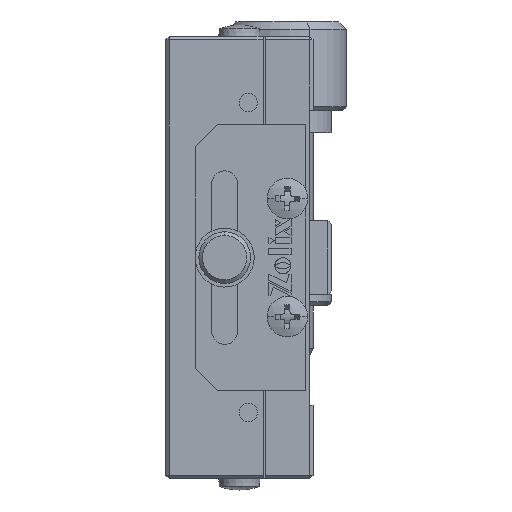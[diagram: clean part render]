
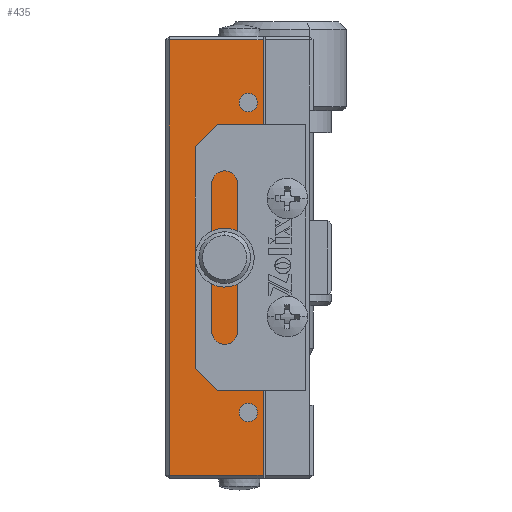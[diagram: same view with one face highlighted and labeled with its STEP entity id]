
A CAD part, left-side view. The second image highlights one B-rep face of the part: STEP entity #435.
In plain terms, the highlighted planar face has unit normal (-1, 0, 0).
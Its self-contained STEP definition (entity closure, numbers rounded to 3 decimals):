
#221 = EDGE_LOOP ( 'NONE', ( #8991, #7246 ) ) ;
#268 = EDGE_CURVE ( 'NONE', #21877, #15912, #12798, .T. ) ;
#323 = EDGE_CURVE ( 'NONE', #4860, #4910, #13985, .T. ) ;
#435 = ADVANCED_FACE ( 'NONE', ( #7157, #10412, #7756, #3928, #19600, #12206 ), #2350, .T. ) ;
#847 = CARTESIAN_POINT ( 'NONE',  ( -27.876, -7.3, 91.05 ) ) ;
#993 = CARTESIAN_POINT ( 'NONE',  ( -27.876, -7.3, 92.3 ) ) ;
#1046 = ORIENTED_EDGE ( 'NONE', *, *, #23911, .F. ) ;
#1606 = EDGE_CURVE ( 'NONE', #15039, #2210, #7977, .T. ) ;
#1770 = CIRCLE ( 'NONE', #21896, 1.25 ) ;
#1901 = ORIENTED_EDGE ( 'NONE', *, *, #7993, .F. ) ;
#2210 = VERTEX_POINT ( 'NONE', #24284 ) ;
#2350 = PLANE ( 'NONE',  #11044 ) ;
#2425 = CARTESIAN_POINT ( 'NONE',  ( -27.876, -9.3, 41.3 ) ) ;
#2680 = EDGE_LOOP ( 'NONE', ( #3130, #17677 ) ) ;
#2881 = CARTESIAN_POINT ( 'NONE',  ( -27.876, -4.1, 71.3 ) ) ;
#3130 = ORIENTED_EDGE ( 'NONE', *, *, #7557, .F. ) ;
#3347 = CARTESIAN_POINT ( 'NONE',  ( -27.876, -7.3, 61.55 ) ) ;
#3376 = CARTESIAN_POINT ( 'NONE',  ( -27.876, -7.3, 59.05 ) ) ;
#3853 = DIRECTION ( 'NONE',  ( -1., 0., 0. ) ) ;
#3860 = ORIENTED_EDGE ( 'NONE', *, *, #10055, .T. ) ;
#3928 = FACE_BOUND ( 'NONE', #2680, .T. ) ;
#3942 = DIRECTION ( 'NONE',  ( 0., 0., 1. ) ) ;
#4085 = CARTESIAN_POINT ( 'NONE',  ( -27.876, -9.3, 100.8 ) ) ;
#4267 = EDGE_CURVE ( 'NONE', #4910, #4860, #21463, .T. ) ;
#4568 = DIRECTION ( 'NONE',  ( 0., 0., 1. ) ) ;
#4597 = AXIS2_PLACEMENT_3D ( 'NONE', #8586, #21610, #19564 ) ;
#4638 = EDGE_CURVE ( 'NONE', #18188, #21877, #6084, .T. ) ;
#4670 = CARTESIAN_POINT ( 'NONE',  ( -27.876, -4.1, 70.05 ) ) ;
#4728 = DIRECTION ( 'NONE',  ( -1., 0., 0. ) ) ;
#4838 = VERTEX_POINT ( 'NONE', #8391 ) ;
#4860 = VERTEX_POINT ( 'NONE', #17956 ) ;
#4910 = VERTEX_POINT ( 'NONE', #4670 ) ;
#5075 = DIRECTION ( 'NONE',  ( 0., -1., 0. ) ) ;
#5769 = CARTESIAN_POINT ( 'NONE',  ( -27.876, -9.3, 41.3 ) ) ;
#5814 = EDGE_LOOP ( 'NONE', ( #16668, #7278, #23567, #3860 ) ) ;
#6084 = LINE ( 'NONE', #5769, #9347 ) ;
#6618 = CARTESIAN_POINT ( 'NONE',  ( -27.876, -7.3, 60.3 ) ) ;
#6784 = CARTESIAN_POINT ( 'NONE',  ( -27.876, -7.3, 83.55 ) ) ;
#7157 = FACE_OUTER_BOUND ( 'NONE', #5814, .T. ) ;
#7184 = CARTESIAN_POINT ( 'NONE',  ( -27.876, -7.3, 51.55 ) ) ;
#7246 = ORIENTED_EDGE ( 'NONE', *, *, #4267, .F. ) ;
#7272 = VERTEX_POINT ( 'NONE', #14850 ) ;
#7278 = ORIENTED_EDGE ( 'NONE', *, *, #268, .T. ) ;
#7293 = DIRECTION ( 'NONE',  ( -1., 0., 0. ) ) ;
#7557 = EDGE_CURVE ( 'NONE', #21330, #4838, #20411, .T. ) ;
#7756 = FACE_BOUND ( 'NONE', #15336, .T. ) ;
#7967 = CARTESIAN_POINT ( 'NONE',  ( -27.876, -7.3, 50.3 ) ) ;
#7977 = CIRCLE ( 'NONE', #4597, 1.25 ) ;
#7993 = EDGE_CURVE ( 'NONE', #9285, #13093, #10647, .T. ) ;
#8243 = CARTESIAN_POINT ( 'NONE',  ( -27.876, -7.3, 93.55 ) ) ;
#8391 = CARTESIAN_POINT ( 'NONE',  ( -27.876, -7.3, 49.05 ) ) ;
#8471 = VECTOR ( 'NONE', #17332, 1000. ) ;
#8543 = DIRECTION ( 'NONE',  ( -1., 0., 0. ) ) ;
#8586 = CARTESIAN_POINT ( 'NONE',  ( -27.876, -7.3, 82.3 ) ) ;
#8700 = DIRECTION ( 'NONE',  ( 0., 0., 1. ) ) ;
#8991 = ORIENTED_EDGE ( 'NONE', *, *, #323, .F. ) ;
#9149 = CIRCLE ( 'NONE', #21941, 1.25 ) ;
#9253 = AXIS2_PLACEMENT_3D ( 'NONE', #2881, #19500, #23417 ) ;
#9285 = VERTEX_POINT ( 'NONE', #3347 ) ;
#9347 = VECTOR ( 'NONE', #3942, 1000. ) ;
#9613 = EDGE_CURVE ( 'NONE', #2210, #15039, #9149, .T. ) ;
#9790 = DIRECTION ( 'NONE',  ( -1., 0., 0. ) ) ;
#9874 = ORIENTED_EDGE ( 'NONE', *, *, #14554, .F. ) ;
#10055 = EDGE_CURVE ( 'NONE', #7272, #18188, #15003, .T. ) ;
#10115 = CIRCLE ( 'NONE', #13738, 1.25 ) ;
#10321 = DIRECTION ( 'NONE',  ( 0., 0., 1. ) ) ;
#10399 = DIRECTION ( 'NONE',  ( -1., 0., 0. ) ) ;
#10412 = FACE_BOUND ( 'NONE', #221, .T. ) ;
#10647 = CIRCLE ( 'NONE', #11809, 1.25 ) ;
#10729 = EDGE_LOOP ( 'NONE', ( #17851, #14008 ) ) ;
#10774 = DIRECTION ( 'NONE',  ( 0., 0., 1. ) ) ;
#10816 = ORIENTED_EDGE ( 'NONE', *, *, #15627, .F. ) ;
#11044 = AXIS2_PLACEMENT_3D ( 'NONE', #2425, #9790, #13524 ) ;
#11103 = DIRECTION ( 'NONE',  ( 0., 0., 1. ) ) ;
#11809 = AXIS2_PLACEMENT_3D ( 'NONE', #6618, #8543, #19940 ) ;
#12206 = FACE_BOUND ( 'NONE', #10729, .T. ) ;
#12798 = LINE ( 'NONE', #23956, #23970 ) ;
#12924 = VECTOR ( 'NONE', #5075, 1000. ) ;
#13089 = CARTESIAN_POINT ( 'NONE',  ( -27.876, -7.3, 92.3 ) ) ;
#13093 = VERTEX_POINT ( 'NONE', #3376 ) ;
#13524 = DIRECTION ( 'NONE',  ( 0., 0., 1. ) ) ;
#13738 = AXIS2_PLACEMENT_3D ( 'NONE', #993, #10399, #10321 ) ;
#13906 = AXIS2_PLACEMENT_3D ( 'NONE', #16966, #15186, #17055 ) ;
#13985 = CIRCLE ( 'NONE', #13906, 1.25 ) ;
#14008 = ORIENTED_EDGE ( 'NONE', *, *, #9613, .F. ) ;
#14100 = CARTESIAN_POINT ( 'NONE',  ( -27.876, -7.3, 50.3 ) ) ;
#14338 = CARTESIAN_POINT ( 'NONE',  ( -27.876, -7.3, 82.3 ) ) ;
#14554 = EDGE_CURVE ( 'NONE', #13093, #9285, #16240, .T. ) ;
#14850 = CARTESIAN_POINT ( 'NONE',  ( -27.876, 3.4, 41.8 ) ) ;
#15003 = LINE ( 'NONE', #16637, #12924 ) ;
#15039 = VERTEX_POINT ( 'NONE', #6784 ) ;
#15186 = DIRECTION ( 'NONE',  ( -1., 0., 0. ) ) ;
#15291 = LINE ( 'NONE', #15390, #8471 ) ;
#15336 = EDGE_LOOP ( 'NONE', ( #1901, #9874 ) ) ;
#15390 = CARTESIAN_POINT ( 'NONE',  ( -27.876, 3.4, 41.3 ) ) ;
#15627 = EDGE_CURVE ( 'NONE', #16462, #21696, #22657, .T. ) ;
#15903 = DIRECTION ( 'NONE',  ( -1., 0., 0. ) ) ;
#15912 = VERTEX_POINT ( 'NONE', #16120 ) ;
#16120 = CARTESIAN_POINT ( 'NONE',  ( -27.876, 3.4, 100.8 ) ) ;
#16234 = AXIS2_PLACEMENT_3D ( 'NONE', #13089, #7293, #11103 ) ;
#16240 = CIRCLE ( 'NONE', #19840, 1.25 ) ;
#16462 = VERTEX_POINT ( 'NONE', #8243 ) ;
#16637 = CARTESIAN_POINT ( 'NONE',  ( -27.876, -9.3, 41.8 ) ) ;
#16668 = ORIENTED_EDGE ( 'NONE', *, *, #4638, .T. ) ;
#16966 = CARTESIAN_POINT ( 'NONE',  ( -27.876, -4.1, 71.3 ) ) ;
#17055 = DIRECTION ( 'NONE',  ( 0., 0., 1. ) ) ;
#17286 = CARTESIAN_POINT ( 'NONE',  ( -27.876, -9.3, 41.8 ) ) ;
#17291 = DIRECTION ( 'NONE',  ( 0., 0., 1. ) ) ;
#17332 = DIRECTION ( 'NONE',  ( 0., 0., -1. ) ) ;
#17677 = ORIENTED_EDGE ( 'NONE', *, *, #19799, .F. ) ;
#17851 = ORIENTED_EDGE ( 'NONE', *, *, #1606, .F. ) ;
#17956 = CARTESIAN_POINT ( 'NONE',  ( -27.876, -4.1, 72.55 ) ) ;
#18188 = VERTEX_POINT ( 'NONE', #17286 ) ;
#19500 = DIRECTION ( 'NONE',  ( -1., 0., 0. ) ) ;
#19564 = DIRECTION ( 'NONE',  ( 0., 0., 1. ) ) ;
#19600 = FACE_BOUND ( 'NONE', #21549, .T. ) ;
#19799 = EDGE_CURVE ( 'NONE', #4838, #21330, #1770, .T. ) ;
#19840 = AXIS2_PLACEMENT_3D ( 'NONE', #22150, #20297, #10774 ) ;
#19940 = DIRECTION ( 'NONE',  ( 0., 0., 1. ) ) ;
#20297 = DIRECTION ( 'NONE',  ( -1., 0., 0. ) ) ;
#20411 = CIRCLE ( 'NONE', #21595, 1.25 ) ;
#20477 = DIRECTION ( 'NONE',  ( 0., 1., 0. ) ) ;
#21330 = VERTEX_POINT ( 'NONE', #7184 ) ;
#21463 = CIRCLE ( 'NONE', #9253, 1.25 ) ;
#21533 = EDGE_CURVE ( 'NONE', #15912, #7272, #15291, .T. ) ;
#21549 = EDGE_LOOP ( 'NONE', ( #10816, #1046 ) ) ;
#21595 = AXIS2_PLACEMENT_3D ( 'NONE', #14100, #15903, #4568 ) ;
#21610 = DIRECTION ( 'NONE',  ( -1., 0., 0. ) ) ;
#21696 = VERTEX_POINT ( 'NONE', #847 ) ;
#21877 = VERTEX_POINT ( 'NONE', #4085 ) ;
#21896 = AXIS2_PLACEMENT_3D ( 'NONE', #7967, #3853, #17291 ) ;
#21941 = AXIS2_PLACEMENT_3D ( 'NONE', #14338, #4728, #8700 ) ;
#22150 = CARTESIAN_POINT ( 'NONE',  ( -27.876, -7.3, 60.3 ) ) ;
#22657 = CIRCLE ( 'NONE', #16234, 1.25 ) ;
#23417 = DIRECTION ( 'NONE',  ( 0., 0., 1. ) ) ;
#23567 = ORIENTED_EDGE ( 'NONE', *, *, #21533, .T. ) ;
#23911 = EDGE_CURVE ( 'NONE', #21696, #16462, #10115, .T. ) ;
#23956 = CARTESIAN_POINT ( 'NONE',  ( -27.876, -9.3, 100.8 ) ) ;
#23970 = VECTOR ( 'NONE', #20477, 1000. ) ;
#24284 = CARTESIAN_POINT ( 'NONE',  ( -27.876, -7.3, 81.05 ) ) ;
